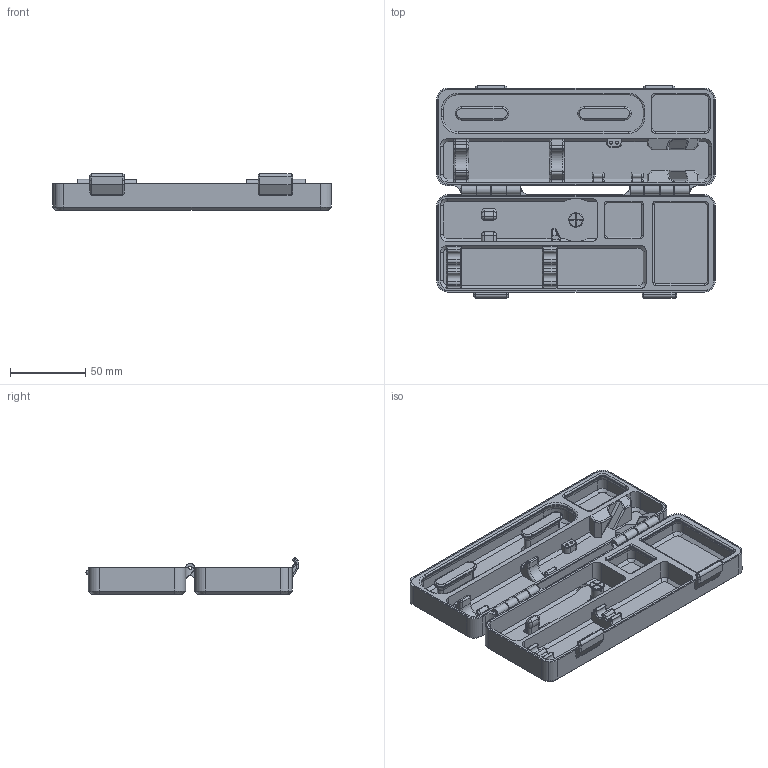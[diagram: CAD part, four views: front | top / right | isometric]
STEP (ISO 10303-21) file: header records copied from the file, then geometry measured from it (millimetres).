
FILE_DESCRIPTION(/* description */ (''),/* implementation_level */ '2;1');
FILE_NAME(/* name */ 'Pinecil case.step',/* time_stamp */ '2022-01-05T18:31:31+01:00',/* author */ (''),/* organization */ (''),/* preprocessor_version */ 'ST-DEVELOPER v18.1',/* originating_system */ 'Autodesk Translation Framework v10.10.0.1391',/* authorisation */ '');
FILE_SCHEMA (('AUTOMOTIVE_DESIGN { 1 0 10303 214 3 1 1 }'));
Length unit declared in the file: millimetre
Products named in the file (3): pinecil case; Deksel; Onderkant
Assembly tree (2 placements, depth 2):
  pinecil case
    Deksel
    Onderkant
Bounding box: 185.8 x 141.27 x 24 mm (x, y, z)
Volume: 139402.5 mm3; surface area: 175203.9 mm2
Topology: 4 solids, 4 shells, 1005 faces, 2414 edges, 1402 vertices
Faces by surface type: cylinder 346, plane 313, bspline 142, torus 127, cone 49, sphere 28
Full cylindrical faces by diameter (mm): 2 x10, 4 x1, 7.982 x1
Entity records: 34152 total; most frequent: CARTESIAN_POINT 11280, DIRECTION 4800, ORIENTED_EDGE 4768, EDGE_CURVE 2384, AXIS2_PLACEMENT_3D 1817, VERTEX_POINT 1401, LINE 1166, VECTOR 1166
